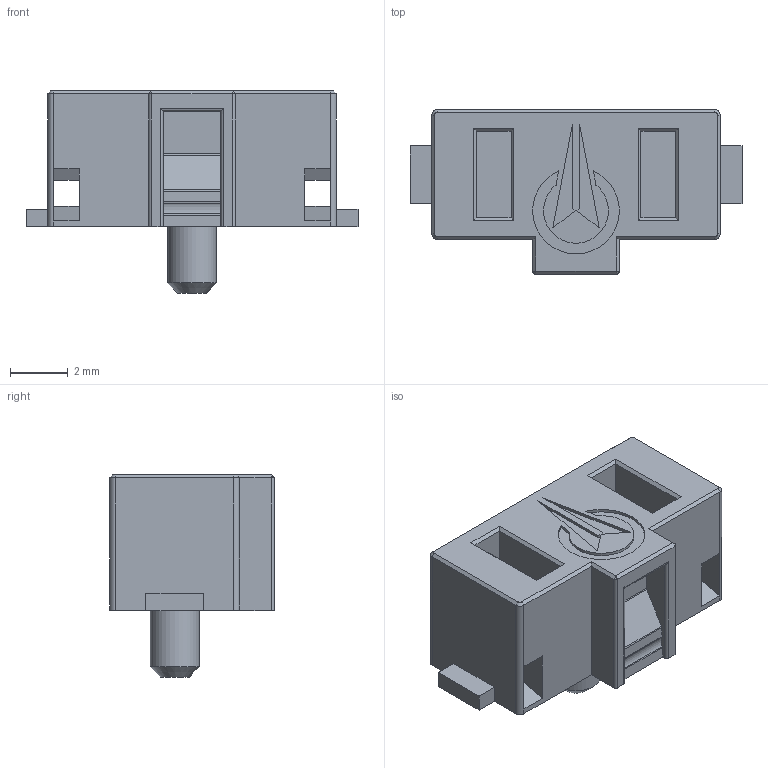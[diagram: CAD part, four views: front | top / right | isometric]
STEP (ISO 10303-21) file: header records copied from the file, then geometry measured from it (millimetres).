
FILE_DESCRIPTION(('FreeCAD Model'),'2;1');
FILE_NAME('Open CASCADE Shape Model','2023-05-23T16:40:26',(''),(''), 'Open CASCADE STEP processor 7.6','FreeCAD','Unknown');
FILE_SCHEMA(('AUTOMOTIVE_DESIGN { 1 0 10303 214 1 1 1 1 }'));
Length unit declared in the file: millimetre
Products named in the file (1): stem_stabilizer_tactile
Bounding box: 11.5 x 5.7 x 7 mm (x, y, z)
Volume: 141.7 mm3; surface area: 453.8 mm2
Topology: 1 solids, 1 shells, 107 faces, 273 edges, 169 vertices
Faces by surface type: plane 78, cylinder 22, cone 7
Full cylindrical faces by diameter (mm): 1.7 x1, 4 x1
Entity records: 3182 total; most frequent: CARTESIAN_POINT 548, ORIENTED_EDGE 542, DIRECTION 534, EDGE_CURVE 271, LINE 224, VECTOR 224, VERTEX_POINT 169, AXIS2_PLACEMENT_3D 155
